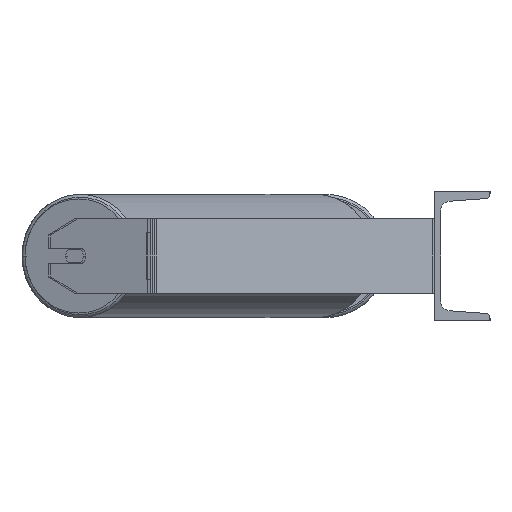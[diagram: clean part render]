
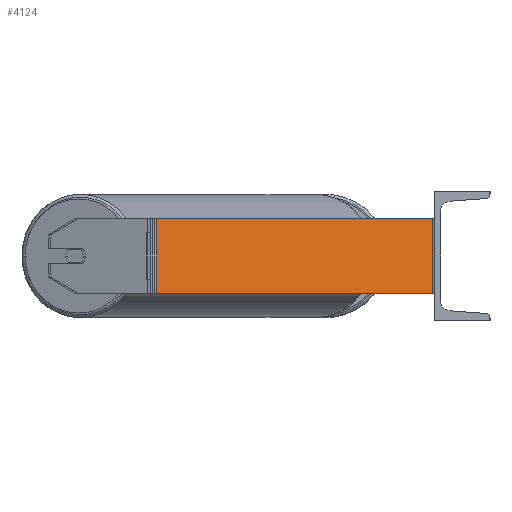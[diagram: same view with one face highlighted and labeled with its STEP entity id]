
A CAD part, left-side view. The second image highlights one B-rep face of the part: STEP entity #4124.
In plain terms, the highlighted planar face has unit normal (-0.966, -0.259, 0).
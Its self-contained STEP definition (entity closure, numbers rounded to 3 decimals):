
#201 = FACE_OUTER_BOUND ( 'NONE', #4357, .T. ) ;
#219 = VERTEX_POINT ( 'NONE', #8932 ) ;
#439 = VERTEX_POINT ( 'NONE', #8518 ) ;
#561 = LINE ( 'NONE', #3409, #5693 ) ;
#587 = ORIENTED_EDGE ( 'NONE', *, *, #1081, .T. ) ;
#809 = LINE ( 'NONE', #4399, #5222 ) ;
#942 = DIRECTION ( 'NONE',  ( 0.259, -0.966, 0. ) ) ;
#1081 = EDGE_CURVE ( 'NONE', #439, #4826, #8022, .T. ) ;
#1245 = ORIENTED_EDGE ( 'NONE', *, *, #2153, .T. ) ;
#1826 = ORIENTED_EDGE ( 'NONE', *, *, #5333, .F. ) ;
#2153 = EDGE_CURVE ( 'NONE', #7998, #439, #7144, .T. ) ;
#3242 = AXIS2_PLACEMENT_3D ( 'NONE', #8736, #3781, #7301 ) ;
#3409 = CARTESIAN_POINT ( 'NONE',  ( -1085., 0., 40. ) ) ;
#3506 = DIRECTION ( 'NONE',  ( 0., 0., -1. ) ) ;
#3656 = DIRECTION ( 'NONE',  ( 0.259, -0.966, 0. ) ) ;
#3781 = DIRECTION ( 'NONE',  ( 0.966, 0.259, 0. ) ) ;
#3819 = VECTOR ( 'NONE', #3506, 1000. ) ;
#4124 = ADVANCED_FACE ( 'NONE', ( #201 ), #8687, .F. ) ;
#4357 = EDGE_LOOP ( 'NONE', ( #587, #1826, #8210, #1245 ) ) ;
#4399 = CARTESIAN_POINT ( 'NONE',  ( -1166.423, 303.873, 40. ) ) ;
#4826 = VERTEX_POINT ( 'NONE', #8209 ) ;
#4892 = CARTESIAN_POINT ( 'NONE',  ( -1165.117, 299., 40. ) ) ;
#5222 = VECTOR ( 'NONE', #3656, 1000. ) ;
#5259 = CARTESIAN_POINT ( 'NONE',  ( -1166.423, 303.873, -40. ) ) ;
#5333 = EDGE_CURVE ( 'NONE', #219, #4826, #561, .T. ) ;
#5693 = VECTOR ( 'NONE', #8334, 1000. ) ;
#5765 = EDGE_CURVE ( 'NONE', #7998, #219, #809, .T. ) ;
#7144 = LINE ( 'NONE', #4892, #3819 ) ;
#7301 = DIRECTION ( 'NONE',  ( -0.259, 0.966, 0. ) ) ;
#7903 = VECTOR ( 'NONE', #942, 1000. ) ;
#7998 = VERTEX_POINT ( 'NONE', #8187 ) ;
#8022 = LINE ( 'NONE', #5259, #7903 ) ;
#8187 = CARTESIAN_POINT ( 'NONE',  ( -1165.117, 299., 40. ) ) ;
#8209 = CARTESIAN_POINT ( 'NONE',  ( -1085., 0., -40. ) ) ;
#8210 = ORIENTED_EDGE ( 'NONE', *, *, #5765, .F. ) ;
#8334 = DIRECTION ( 'NONE',  ( 0., 0., -1. ) ) ;
#8518 = CARTESIAN_POINT ( 'NONE',  ( -1165.117, 299., -40. ) ) ;
#8687 = PLANE ( 'NONE',  #3242 ) ;
#8736 = CARTESIAN_POINT ( 'NONE',  ( -1166.423, 303.873, 40. ) ) ;
#8932 = CARTESIAN_POINT ( 'NONE',  ( -1085., 0., 40. ) ) ;
